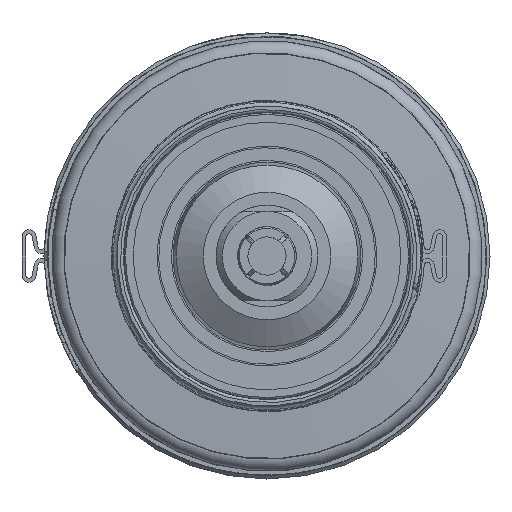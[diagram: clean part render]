
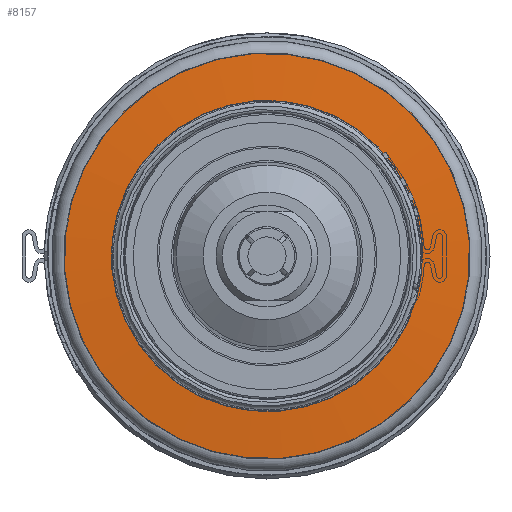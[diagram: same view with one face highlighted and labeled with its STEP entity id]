
A CAD part, left-side view. The second image highlights one B-rep face of the part: STEP entity #8157.
In plain terms, the highlighted conical face has half-angle 86 degrees and reference radius 28.16 mm.
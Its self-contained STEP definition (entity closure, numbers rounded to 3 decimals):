
#93=CONICAL_SURFACE('',#8830,28.16,1.501);
#995=FACE_OUTER_BOUND('',#1430,.T.);
#1430=EDGE_LOOP('',(#6340,#6341,#6342,#6343,#6344,#6345,#6346,#6347));
#1916=CIRCLE('',#8827,31.89);
#1917=CIRCLE('',#8828,31.89);
#1918=CIRCLE('',#8829,31.89);
#1919=CIRCLE('',#8831,24.43);
#1920=CIRCLE('',#8832,24.43);
#1921=CIRCLE('',#8833,24.43);
#2478=LINE('',#13246,#3001);
#3001=VECTOR('',#10445,28.16);
#3642=VERTEX_POINT('',#13237);
#3643=VERTEX_POINT('',#13239);
#3644=VERTEX_POINT('',#13241);
#3645=VERTEX_POINT('',#13245);
#3646=VERTEX_POINT('',#13247);
#3647=VERTEX_POINT('',#13249);
#4630=EDGE_CURVE('',#3642,#3643,#1916,.T.);
#4631=EDGE_CURVE('',#3643,#3644,#1917,.T.);
#4632=EDGE_CURVE('',#3644,#3642,#1918,.T.);
#4633=EDGE_CURVE('',#3643,#3645,#2478,.T.);
#4634=EDGE_CURVE('',#3645,#3646,#1919,.T.);
#4635=EDGE_CURVE('',#3646,#3647,#1920,.T.);
#4636=EDGE_CURVE('',#3647,#3645,#1921,.T.);
#6340=ORIENTED_EDGE('',*,*,#4632,.F.);
#6341=ORIENTED_EDGE('',*,*,#4631,.F.);
#6342=ORIENTED_EDGE('',*,*,#4633,.T.);
#6343=ORIENTED_EDGE('',*,*,#4634,.T.);
#6344=ORIENTED_EDGE('',*,*,#4635,.T.);
#6345=ORIENTED_EDGE('',*,*,#4636,.T.);
#6346=ORIENTED_EDGE('',*,*,#4633,.F.);
#6347=ORIENTED_EDGE('',*,*,#4630,.F.);
#8157=ADVANCED_FACE('',(#995),#93,.T.);
#8827=AXIS2_PLACEMENT_3D('',#13240,#10437,#10438);
#8828=AXIS2_PLACEMENT_3D('',#13242,#10439,#10440);
#8829=AXIS2_PLACEMENT_3D('',#13243,#10441,#10442);
#8830=AXIS2_PLACEMENT_3D('',#13244,#10443,#10444);
#8831=AXIS2_PLACEMENT_3D('',#13248,#10446,#10447);
#8832=AXIS2_PLACEMENT_3D('',#13250,#10448,#10449);
#8833=AXIS2_PLACEMENT_3D('',#13251,#10450,#10451);
#10437=DIRECTION('center_axis',(1.,0.,0.));
#10438=DIRECTION('ref_axis',(0.,0.268,-0.963));
#10439=DIRECTION('center_axis',(1.,0.,0.));
#10440=DIRECTION('ref_axis',(0.,0.268,-0.963));
#10441=DIRECTION('center_axis',(1.,0.,0.));
#10442=DIRECTION('ref_axis',(0.,0.268,-0.963));
#10443=DIRECTION('center_axis',(1.,0.,0.));
#10444=DIRECTION('ref_axis',(0.,0.963,0.268));
#10445=DIRECTION('',(-0.07,0.961,0.267));
#10446=DIRECTION('center_axis',(1.,0.,0.));
#10447=DIRECTION('ref_axis',(0.,0.268,-0.963));
#10448=DIRECTION('center_axis',(1.,0.,0.));
#10449=DIRECTION('ref_axis',(0.,0.268,-0.963));
#10450=DIRECTION('center_axis',(1.,0.,0.));
#10451=DIRECTION('ref_axis',(0.,0.268,-0.963));
#13237=CARTESIAN_POINT('',(-19.028,-8.55,30.722));
#13239=CARTESIAN_POINT('',(-19.028,-30.722,-8.55));
#13240=CARTESIAN_POINT('Origin',(-19.028,0.,
0.));
#13241=CARTESIAN_POINT('',(-19.028,30.722,8.55));
#13242=CARTESIAN_POINT('Origin',(-19.028,0.,
0.));
#13243=CARTESIAN_POINT('Origin',(-19.028,0.,
0.));
#13244=CARTESIAN_POINT('Origin',(-19.289,0.,
0.));
#13245=CARTESIAN_POINT('',(-19.55,-23.536,-6.55));
#13246=CARTESIAN_POINT('',(-19.289,-27.129,-7.55));
#13247=CARTESIAN_POINT('',(-19.55,23.536,6.55));
#13248=CARTESIAN_POINT('Origin',(-19.55,0.,
0.));
#13249=CARTESIAN_POINT('',(-19.55,-6.55,23.536));
#13250=CARTESIAN_POINT('Origin',(-19.55,0.,
0.));
#13251=CARTESIAN_POINT('Origin',(-19.55,0.,
0.));
